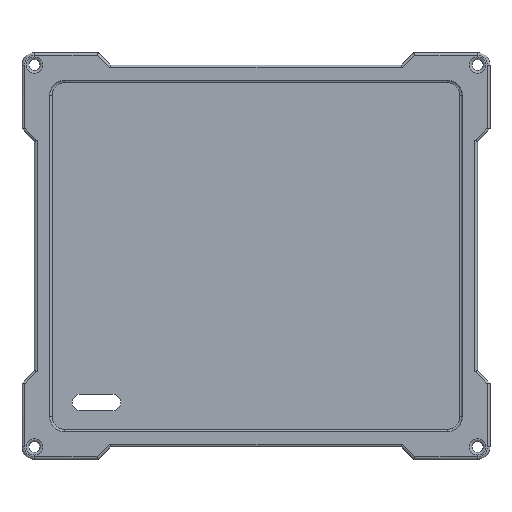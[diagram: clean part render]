
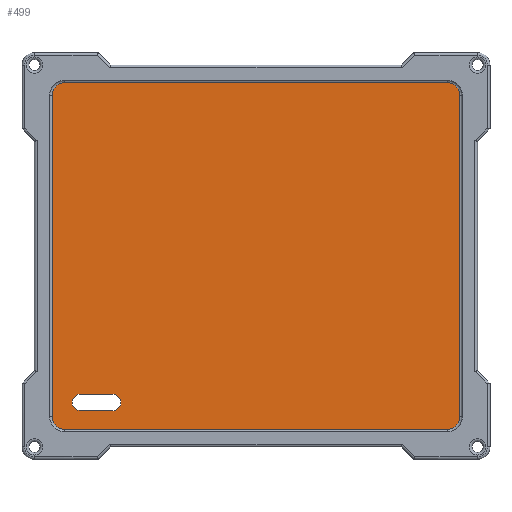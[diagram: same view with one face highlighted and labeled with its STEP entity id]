
A CAD part, front view. The second image highlights one B-rep face of the part: STEP entity #499.
In plain terms, the highlighted planar face has unit normal (0, -1, 0).
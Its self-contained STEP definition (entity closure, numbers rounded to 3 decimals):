
#95 = VERTEX_POINT('',#96);
#96 = CARTESIAN_POINT('',(5.975,94.,71.525));
#103 = EDGE_CURVE('',#95,#104,#106,.T.);
#104 = VERTEX_POINT('',#105);
#105 = CARTESIAN_POINT('',(81.025,94.,71.525));
#106 = LINE('',#107,#108);
#107 = CARTESIAN_POINT('',(5.975,94.,71.525));
#108 = VECTOR('',#109,1.);
#109 = DIRECTION('',(1.,0.,0.));
#478 = VERTEX_POINT('',#479);
#479 = CARTESIAN_POINT('',(3.475,94.,69.025));
#488 = EDGE_CURVE('',#478,#95,#489,.T.);
#489 = CIRCLE('',#490,2.5);
#490 = AXIS2_PLACEMENT_3D('',#491,#492,#493);
#491 = CARTESIAN_POINT('',(5.975,94.,69.025));
#492 = DIRECTION('',(0.,1.,0.));
#493 = DIRECTION('',(-1.,0.,0.));
#499 = ADVANCED_FACE('',(#500,#553),#589,.F.);
#500 = FACE_BOUND('',#501,.F.);
#501 = EDGE_LOOP('',(#502,#510,#511,#512,#521,#529,#538,#546));
#502 = ORIENTED_EDGE('',*,*,#503,.T.);
#503 = EDGE_CURVE('',#504,#478,#506,.T.);
#504 = VERTEX_POINT('',#505);
#505 = CARTESIAN_POINT('',(3.475,94.,5.975));
#506 = LINE('',#507,#508);
#507 = CARTESIAN_POINT('',(3.475,94.,5.975));
#508 = VECTOR('',#509,1.);
#509 = DIRECTION('',(0.,0.,1.));
#510 = ORIENTED_EDGE('',*,*,#488,.T.);
#511 = ORIENTED_EDGE('',*,*,#103,.T.);
#512 = ORIENTED_EDGE('',*,*,#513,.T.);
#513 = EDGE_CURVE('',#104,#514,#516,.T.);
#514 = VERTEX_POINT('',#515);
#515 = CARTESIAN_POINT('',(83.525,94.,69.025));
#516 = CIRCLE('',#517,2.5);
#517 = AXIS2_PLACEMENT_3D('',#518,#519,#520);
#518 = CARTESIAN_POINT('',(81.025,94.,69.025));
#519 = DIRECTION('',(0.,1.,0.));
#520 = DIRECTION('',(0.,0.,1.));
#521 = ORIENTED_EDGE('',*,*,#522,.T.);
#522 = EDGE_CURVE('',#514,#523,#525,.T.);
#523 = VERTEX_POINT('',#524);
#524 = CARTESIAN_POINT('',(83.525,94.,5.975));
#525 = LINE('',#526,#527);
#526 = CARTESIAN_POINT('',(83.525,94.,69.025));
#527 = VECTOR('',#528,1.);
#528 = DIRECTION('',(0.,0.,-1.));
#529 = ORIENTED_EDGE('',*,*,#530,.T.);
#530 = EDGE_CURVE('',#523,#531,#533,.T.);
#531 = VERTEX_POINT('',#532);
#532 = CARTESIAN_POINT('',(81.025,94.,3.475));
#533 = CIRCLE('',#534,2.5);
#534 = AXIS2_PLACEMENT_3D('',#535,#536,#537);
#535 = CARTESIAN_POINT('',(81.025,94.,5.975));
#536 = DIRECTION('',(0.,1.,0.));
#537 = DIRECTION('',(1.,0.,0.));
#538 = ORIENTED_EDGE('',*,*,#539,.T.);
#539 = EDGE_CURVE('',#531,#540,#542,.T.);
#540 = VERTEX_POINT('',#541);
#541 = CARTESIAN_POINT('',(5.975,94.,3.475));
#542 = LINE('',#543,#544);
#543 = CARTESIAN_POINT('',(81.025,94.,3.475));
#544 = VECTOR('',#545,1.);
#545 = DIRECTION('',(-1.,0.,0.));
#546 = ORIENTED_EDGE('',*,*,#547,.T.);
#547 = EDGE_CURVE('',#540,#504,#548,.T.);
#548 = CIRCLE('',#549,2.5);
#549 = AXIS2_PLACEMENT_3D('',#550,#551,#552);
#550 = CARTESIAN_POINT('',(5.975,94.,5.975));
#551 = DIRECTION('',(0.,1.,0.));
#552 = DIRECTION('',(0.,0.,-1.));
#553 = FACE_BOUND('',#554,.F.);
#554 = EDGE_LOOP('',(#555,#566,#574,#583));
#555 = ORIENTED_EDGE('',*,*,#556,.T.);
#556 = EDGE_CURVE('',#557,#559,#561,.T.);
#557 = VERTEX_POINT('',#558);
#558 = CARTESIAN_POINT('',(9.038,94.,10.376));
#559 = VERTEX_POINT('',#560);
#560 = CARTESIAN_POINT('',(9.038,94.,7.116));
#561 = CIRCLE('',#562,1.63);
#562 = AXIS2_PLACEMENT_3D('',#563,#564,#565);
#563 = CARTESIAN_POINT('',(9.038,94.,8.746));
#564 = DIRECTION('',(0.,-1.,0.));
#565 = DIRECTION('',(0.,0.,1.));
#566 = ORIENTED_EDGE('',*,*,#567,.T.);
#567 = EDGE_CURVE('',#559,#568,#570,.T.);
#568 = VERTEX_POINT('',#569);
#569 = CARTESIAN_POINT('',(15.338,94.,7.116));
#570 = LINE('',#571,#572);
#571 = CARTESIAN_POINT('',(9.038,94.,7.116));
#572 = VECTOR('',#573,1.);
#573 = DIRECTION('',(1.,0.,0.));
#574 = ORIENTED_EDGE('',*,*,#575,.T.);
#575 = EDGE_CURVE('',#568,#576,#578,.T.);
#576 = VERTEX_POINT('',#577);
#577 = CARTESIAN_POINT('',(15.338,94.,10.376));
#578 = CIRCLE('',#579,1.63);
#579 = AXIS2_PLACEMENT_3D('',#580,#581,#582);
#580 = CARTESIAN_POINT('',(15.338,94.,8.746));
#581 = DIRECTION('',(0.,-1.,0.));
#582 = DIRECTION('',(0.,0.,-1.));
#583 = ORIENTED_EDGE('',*,*,#584,.T.);
#584 = EDGE_CURVE('',#576,#557,#585,.T.);
#585 = LINE('',#586,#587);
#586 = CARTESIAN_POINT('',(15.338,94.,10.376));
#587 = VECTOR('',#588,1.);
#588 = DIRECTION('',(-1.,0.,0.));
#589 = PLANE('',#590);
#590 = AXIS2_PLACEMENT_3D('',#591,#592,#593);
#591 = CARTESIAN_POINT('',(43.5,94.,37.5));
#592 = DIRECTION('',(0.,1.,0.));
#593 = DIRECTION('',(0.,0.,1.));
